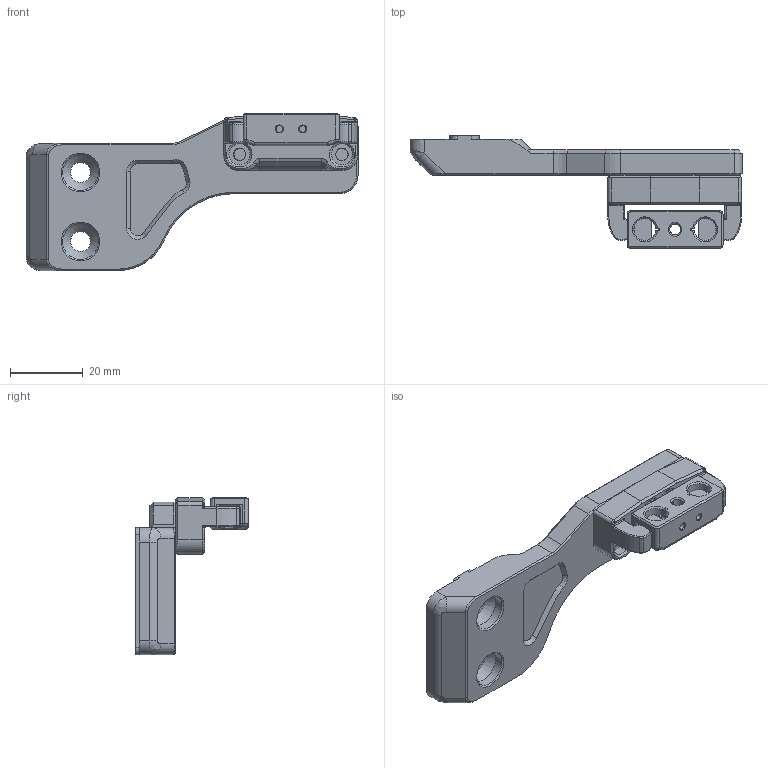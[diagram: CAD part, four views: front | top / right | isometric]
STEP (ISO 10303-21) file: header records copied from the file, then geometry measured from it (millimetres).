
FILE_DESCRIPTION(/* description */ (''),/* implementation_level */ '2;1');
FILE_NAME(/* name */ 'Quickdraw_Switchwire_Remix.step',/* time_stamp */ '2021-09-17T17:19:07-04:00',/* author */ (''),/* organization */ (''),/* preprocessor_version */ 'ST-DEVELOPER v18.1',/* originating_system */ 'Autodesk Translation Framework v10.10.0.1391',/* authorisation */ '');
FILE_SCHEMA (('AUTOMOTIVE_DESIGN { 1 0 10303 214 3 1 1 }'));
Length unit declared in the file: millimetre
Products named in the file (4): Quickdraw_Switchwire_Remix; Quickdraw Dock Arm; Quickdraw Dock; Quickdraw Probe
Assembly tree (3 placements, depth 2):
  Quickdraw_Switchwire_Remix
    Quickdraw Dock Arm
    Quickdraw Dock
    Quickdraw Probe
Bounding box: 91.38 x 31.04 x 43.29 mm (x, y, z)
Volume: 23986.8 mm3; surface area: 11144.2 mm2
Topology: 3 solids, 3 shells, 340 faces, 866 edges, 515 vertices
Faces by surface type: cylinder 116, plane 108, cone 47, bspline 39, torus 18, sphere 12
Full cylindrical faces by diameter (mm): 1.8 x4, 3.4 x4, 4 x2, 4.8 x2, 5.5 x2, 5.8 x2, 9.8 x2
Entity records: 11653 total; most frequent: CARTESIAN_POINT 3472, ORIENTED_EDGE 1700, DIRECTION 1663, EDGE_CURVE 850, AXIS2_PLACEMENT_3D 630, VERTEX_POINT 515, LINE 403, VECTOR 403
